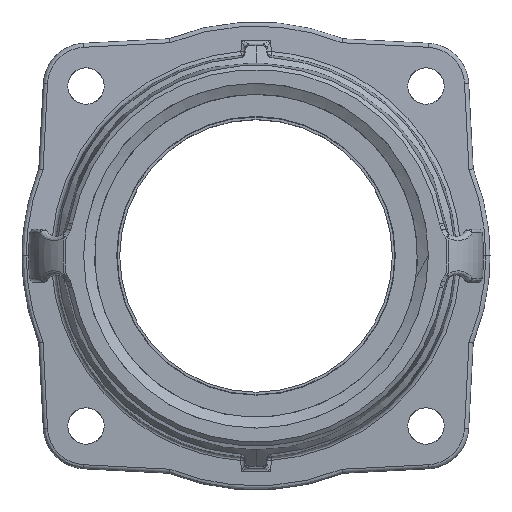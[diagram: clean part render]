
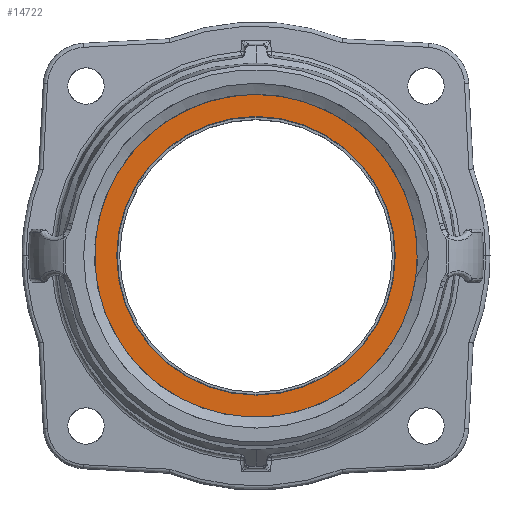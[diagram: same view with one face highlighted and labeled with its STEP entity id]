
A CAD part, top view. The second image highlights one B-rep face of the part: STEP entity #14722.
In plain terms, the highlighted planar face has unit normal (0, 0, 1).
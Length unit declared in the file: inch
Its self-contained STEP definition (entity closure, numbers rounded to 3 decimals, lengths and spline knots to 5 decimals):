
#14655=CARTESIAN_POINT('',(0.,0.,2.44375));
#14656=DIRECTION('',(0.,0.,-1.));
#14657=DIRECTION('',(1.,0.,0.));
#14658=AXIS2_PLACEMENT_3D('',#14655,#14656,#14657);
#14660=CARTESIAN_POINT('',(0.,0.,2.44375));
#14661=DIRECTION('',(0.,0.,-1.));
#14662=DIRECTION('',(-1.,0.,0.));
#14663=AXIS2_PLACEMENT_3D('',#14660,#14661,#14662);
#14665=CARTESIAN_POINT('',(0.,0.,2.44375));
#14666=DIRECTION('',(0.,0.,-1.));
#14667=DIRECTION('',(-1.,0.,0.));
#14668=AXIS2_PLACEMENT_3D('',#14665,#14666,#14667);
#14670=CARTESIAN_POINT('',(0.,0.,2.44375));
#14671=DIRECTION('',(0.,0.,-1.));
#14672=DIRECTION('',(1.,0.,0.));
#14673=AXIS2_PLACEMENT_3D('',#14670,#14671,#14672);
#14697=CARTESIAN_POINT('',(-2.57813,0.,2.44375));
#14698=CARTESIAN_POINT('',(2.57813,0.,2.44375));
#14699=VERTEX_POINT('',#14697);
#14700=VERTEX_POINT('',#14698);
#14701=CARTESIAN_POINT('',(-2.04688,0.,2.44375));
#14702=CARTESIAN_POINT('',(2.04688,0.,2.44375));
#14703=VERTEX_POINT('',#14701);
#14704=VERTEX_POINT('',#14702);
#14705=CARTESIAN_POINT('',(0.,0.,2.44375));
#14706=DIRECTION('',(0.,0.,1.));
#14707=DIRECTION('',(-1.,0.,0.));
#14708=AXIS2_PLACEMENT_3D('',#14705,#14706,#14707);
#14709=PLANE('',#14708);
#14711=ORIENTED_EDGE('',*,*,#14710,.T.);
#14713=ORIENTED_EDGE('',*,*,#14712,.T.);
#14714=EDGE_LOOP('',(#14711,#14713));
#14715=FACE_OUTER_BOUND('',#14714,.F.);
#14717=ORIENTED_EDGE('',*,*,#14716,.F.);
#14719=ORIENTED_EDGE('',*,*,#14718,.F.);
#14720=EDGE_LOOP('',(#14717,#14719));
#14721=FACE_BOUND('',#14720,.F.);
#14722=ADVANCED_FACE('',(#14715,#14721),#14709,.T.);
#14659=CIRCLE('',#14658,2.57813);
#14664=CIRCLE('',#14663,2.57813);
#14669=CIRCLE('',#14668,2.04688);
#14674=CIRCLE('',#14673,2.04688);
#14710=EDGE_CURVE('',#14700,#14699,#14659,.T.);
#14712=EDGE_CURVE('',#14699,#14700,#14664,.T.);
#14716=EDGE_CURVE('',#14703,#14704,#14669,.T.);
#14718=EDGE_CURVE('',#14704,#14703,#14674,.T.);
